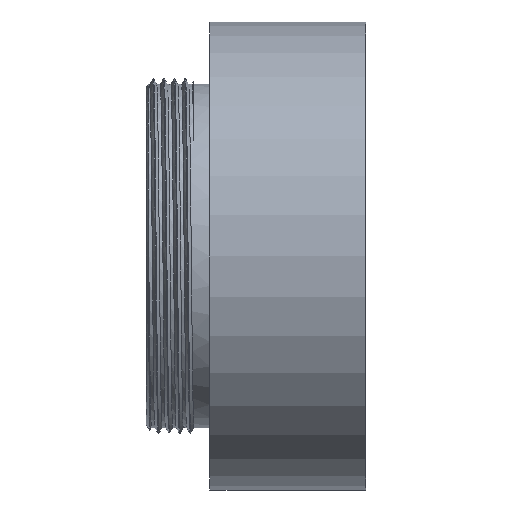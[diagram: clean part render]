
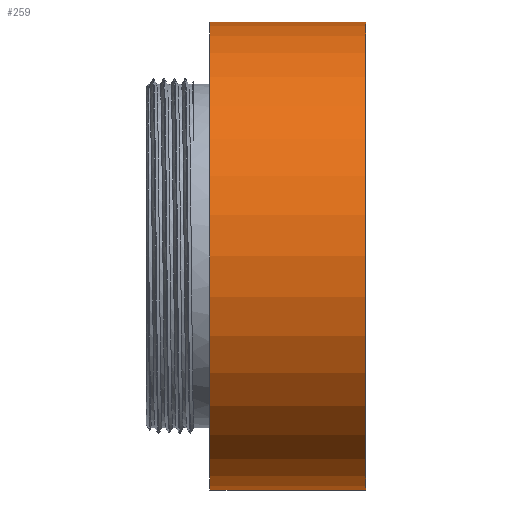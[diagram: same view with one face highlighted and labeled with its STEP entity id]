
A CAD part, front view. The second image highlights one B-rep face of the part: STEP entity #259.
In plain terms, the highlighted cylindrical face has radius 33 mm (diameter 66 mm), a full revolution.
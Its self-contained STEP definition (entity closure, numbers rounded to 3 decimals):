
#18=CYLINDRICAL_SURFACE('',#298,33.);
#36=FACE_BOUND('',#75,.T.);
#51=FACE_OUTER_BOUND('',#74,.T.);
#74=EDGE_LOOP('',(#216));
#75=EDGE_LOOP('',(#217));
#118=CIRCLE('',#296,33.);
#120=CIRCLE('',#299,33.);
#143=VERTEX_POINT('',#1895);
#145=VERTEX_POINT('',#1900);
#173=EDGE_CURVE('',#143,#143,#118,.T.);
#175=EDGE_CURVE('',#145,#145,#120,.T.);
#216=ORIENTED_EDGE('',*,*,#175,.T.);
#217=ORIENTED_EDGE('',*,*,#173,.F.);
#259=ADVANCED_FACE('',(#51,#36),#18,.T.);
#296=AXIS2_PLACEMENT_3D('',#1896,#350,#351);
#298=AXIS2_PLACEMENT_3D('',#1899,#354,#355);
#299=AXIS2_PLACEMENT_3D('',#1901,#356,#357);
#350=DIRECTION('center_axis',(1.,0.,0.));
#351=DIRECTION('ref_axis',(0.,-1.,0.));
#354=DIRECTION('center_axis',(1.,0.,0.));
#355=DIRECTION('ref_axis',(0.,1.,0.));
#356=DIRECTION('center_axis',(1.,0.,0.));
#357=DIRECTION('ref_axis',(0.,0.,-1.));
#1895=CARTESIAN_POINT('',(-0.02,33.,0.));
#1896=CARTESIAN_POINT('Origin',(-0.02,0.,0.));
#1899=CARTESIAN_POINT('Origin',(-11.,0.,0.));
#1900=CARTESIAN_POINT('',(-22.,33.,0.));
#1901=CARTESIAN_POINT('Origin',(-22.,0.,0.));
